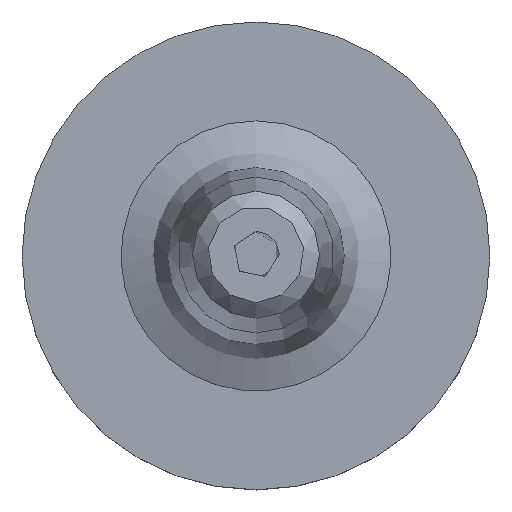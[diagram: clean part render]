
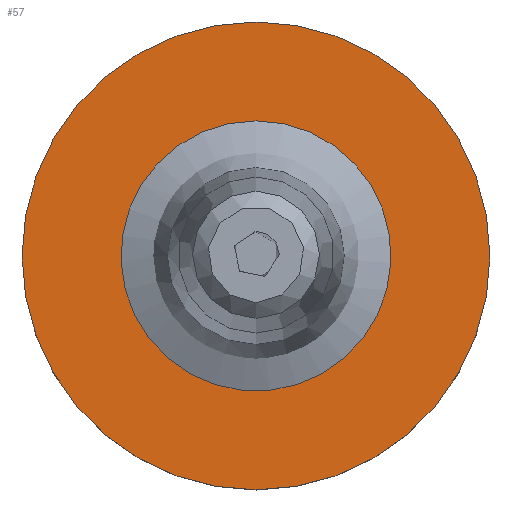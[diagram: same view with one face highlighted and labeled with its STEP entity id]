
A CAD part, top view. The second image highlights one B-rep face of the part: STEP entity #57.
In plain terms, the highlighted planar face has unit normal (0, 0, 1).
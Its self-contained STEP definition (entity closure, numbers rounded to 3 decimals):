
#49=PLANE('',#214);
#57=ADVANCED_FACE('',(#78,#79),#49,.F.);
#78=FACE_BOUND('',#106,.T.);
#79=FACE_BOUND('',#107,.T.);
#106=EDGE_LOOP('',(#136));
#107=EDGE_LOOP('',(#137));
#136=ORIENTED_EDGE('',*,*,#181,.T.);
#137=ORIENTED_EDGE('',*,*,#179,.F.);
#164=VERTEX_POINT('',#307);
#166=VERTEX_POINT('',#312);
#179=EDGE_CURVE('',#164,#164,#194,.T.);
#181=EDGE_CURVE('',#166,#166,#196,.T.);
#194=CIRCLE('',#210,15.);
#196=CIRCLE('',#213,8.659);
#210=AXIS2_PLACEMENT_3D('',#306,#243,#244);
#213=AXIS2_PLACEMENT_3D('',#311,#249,#250);
#214=AXIS2_PLACEMENT_3D('',#313,#251,#252);
#243=DIRECTION('',(0.,0.,-1.));
#244=DIRECTION('',(-1.,0.,0.));
#249=DIRECTION('',(0.,0.,-1.));
#250=DIRECTION('',(0.,1.,0.));
#251=DIRECTION('',(0.,0.,-1.));
#252=DIRECTION('',(0.,1.,0.));
#306=CARTESIAN_POINT('',(0.,0.,5.));
#307=CARTESIAN_POINT('',(-15.,0.,5.));
#311=CARTESIAN_POINT('',(0.,0.,5.));
#312=CARTESIAN_POINT('',(0.,8.659,5.));
#313=CARTESIAN_POINT('',(-5.792,0.,5.));
